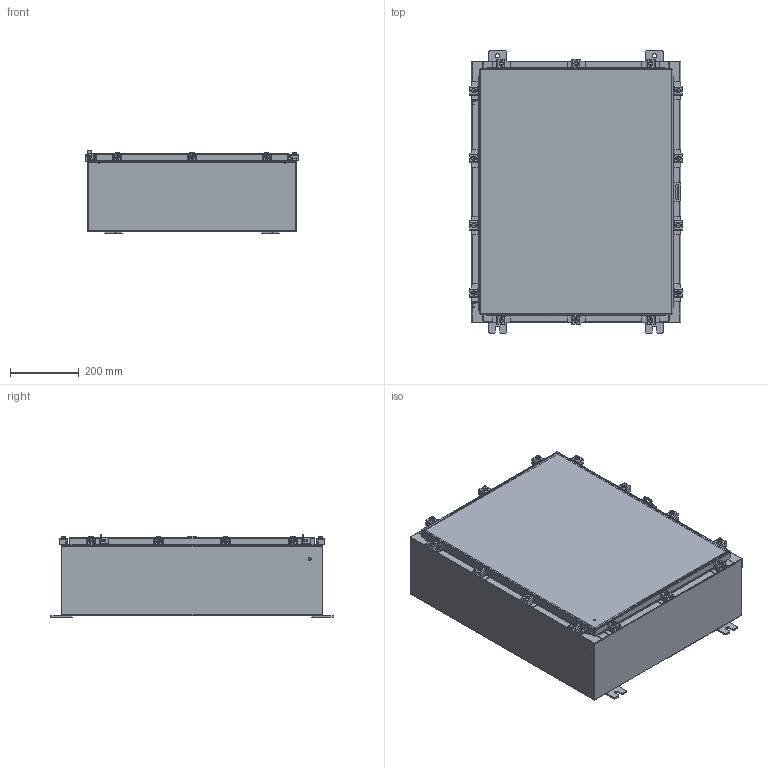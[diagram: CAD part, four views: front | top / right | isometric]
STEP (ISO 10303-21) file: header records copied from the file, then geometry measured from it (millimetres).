
FILE_DESCRIPTION (( 'STEP AP203' ), '1' );
FILE_NAME ('EX30H2408SS6WP.STEP', '2015-04-07T12:53:12', ( 'changeme' ), ( 'Microsoft' ), 'SwSTEP 2.0', 'SolidWorks 2014', '' );
FILE_SCHEMA (( 'CONFIG_CONTROL_DESIGN' ));
Length unit declared in the file: inch
Products named in the file (24): 22104005_DEFAULT_RTP30; EX30H2408SS6WP Backpanel; N-WMT04X30402202210-00 22101002; Clamp Top_RTP31; EX30H2408SS6WP Mounting Studs; N-WMT04X30402202210-00 22104005_DEFAULT; EX30H2408SS6WP Clamp Assembly; Quarter-20 CD Stud; N-WMT04X30402202210-00 Clamp Top; EX30H2408SS6WP Standard Clamps; EX30H2408SS6WP Padlock Staple; Special Clamp Assembly; EX30H2408SS6WP Cover; EX30H2408SS6WP Padlock Hasp; EX30H2408SS6WP Special Clamp; EX30H2408SS6WP Body; EX30H2408SS6WP Clamp Bracket; ATEX CLAMP HINGE BRAKET; EX30H2408SS6WP Bottom; HW-CLN-NH-20330; EX30H2408SS6WP Top; 22101002_RTP29; EX30H2408SS6WP; 30X10 Clamp Bracket2
Assembly tree (45 placements, depth 4):
  EX30H2408SS6WP
    EX30H2408SS6WP Backpanel
    EX30H2408SS6WP Mounting Studs  x4
    Quarter-20 CD Stud  x2
    EX30H2408SS6WP Padlock Staple
    EX30H2408SS6WP Padlock Hasp
    EX30H2408SS6WP Standard Clamps  x12
      EX30H2408SS6WP Clamp Bracket
      EX30H2408SS6WP Clamp Assembly
        22101002_RTP29  x2
        22104005_DEFAULT_RTP30
        Clamp Top_RTP31
    EX30H2408SS6WP Cover
    EX30H2408SS6WP Body
    EX30H2408SS6WP Bottom
    EX30H2408SS6WP Top
    EX30H2408SS6WP Special Clamp  x2
      30X10 Clamp Bracket2
      Special Clamp Assembly
        N-WMT04X30402202210-00 22101002  x2
        N-WMT04X30402202210-00 22104005_DEFAULT
        N-WMT04X30402202210-00 Clamp Top
    ATEX CLAMP HINGE BRAKET  x2
    HW-CLN-NH-20330  x4
Bounding box: 620.3 x 825.5 x 240.1 mm (x, y, z)
Volume: 4336242.3 mm3; surface area: 4240359.8 mm2
Topology: 91 solids, 91 shells, 2272 faces, 5638 edges, 3588 vertices
Faces by surface type: plane 1211, cylinder 885, cone 100, torus 64, bspline 12
Entity records: 23051 total; most frequent: CARTESIAN_POINT 4051, DIRECTION 3411, ORIENTED_EDGE 3194, EDGE_CURVE 1597, AXIS2_PLACEMENT_3D 1178, VECTOR 1055, LINE 1055, VERTEX_POINT 974
